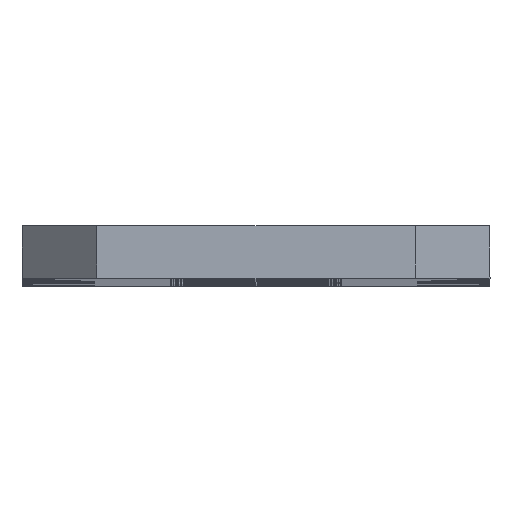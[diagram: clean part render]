
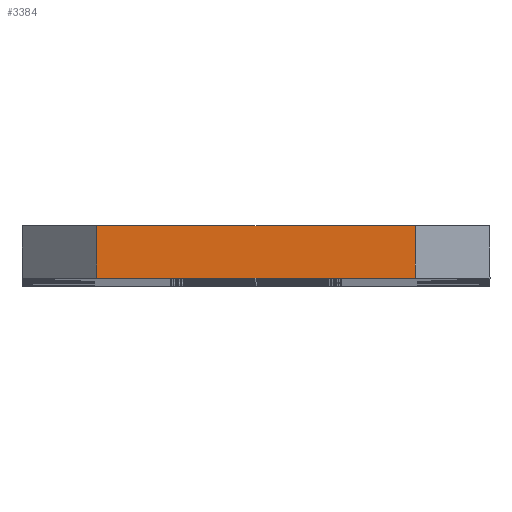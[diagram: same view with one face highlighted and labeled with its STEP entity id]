
A CAD part, top view. The second image highlights one B-rep face of the part: STEP entity #3384.
In plain terms, the highlighted planar face has unit normal (0, 0, 1).
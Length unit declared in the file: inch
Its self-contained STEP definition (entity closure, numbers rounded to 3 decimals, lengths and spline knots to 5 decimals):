
#378=FACE_OUTER_BOUND('',#564,.T.);
#564=EDGE_LOOP('',(#3058,#3059,#3060,#3061));
#617=LINE('',#4778,#989);
#722=LINE('',#5108,#1094);
#827=LINE('',#5400,#1199);
#931=LINE('',#5584,#1303);
#989=VECTOR('',#3779,0.34);
#1094=VECTOR('',#4008,0.34);
#1199=VECTOR('',#4249,0.056);
#1303=VECTOR('',#4513,0.056);
#1370=VERTEX_POINT('',#4775);
#1371=VERTEX_POINT('',#4777);
#1533=VERTEX_POINT('',#5105);
#1534=VERTEX_POINT('',#5107);
#1699=EDGE_CURVE('',#1371,#1370,#617,.T.);
#1864=EDGE_CURVE('',#1533,#1534,#722,.T.);
#2019=EDGE_CURVE('',#1533,#1371,#827,.T.);
#2123=EDGE_CURVE('',#1370,#1534,#931,.T.);
#3058=ORIENTED_EDGE('',*,*,#1699,.T.);
#3059=ORIENTED_EDGE('',*,*,#2123,.T.);
#3060=ORIENTED_EDGE('',*,*,#1864,.F.);
#3061=ORIENTED_EDGE('',*,*,#2019,.T.);
#3223=PLANE('',#3690);
#3384=ADVANCED_FACE('',(#378),#3223,.F.);
#3690=AXIS2_PLACEMENT_3D('',#5650,#4625,#4626);
#3779=DIRECTION('',(1.,0.,0.));
#4008=DIRECTION('',(1.,0.,0.));
#4249=DIRECTION('',(0.,-1.,0.));
#4513=DIRECTION('',(0.,1.,0.));
#4625=DIRECTION('center_axis',(0.,0.,-1.));
#4626=DIRECTION('ref_axis',(-1.,0.,0.));
#4775=CARTESIAN_POINT('',(0.42,0.,0.));
#4777=CARTESIAN_POINT('',(0.08,0.,0.));
#4778=CARTESIAN_POINT('',(0.08,0.,0.));
#5105=CARTESIAN_POINT('',(0.08,0.056,0.));
#5107=CARTESIAN_POINT('',(0.42,0.056,0.));
#5108=CARTESIAN_POINT('',(0.08,0.056,0.));
#5400=CARTESIAN_POINT('',(0.08,0.056,0.));
#5584=CARTESIAN_POINT('',(0.42,0.,0.));
#5650=CARTESIAN_POINT('Origin',(0.,0.056,0.));
